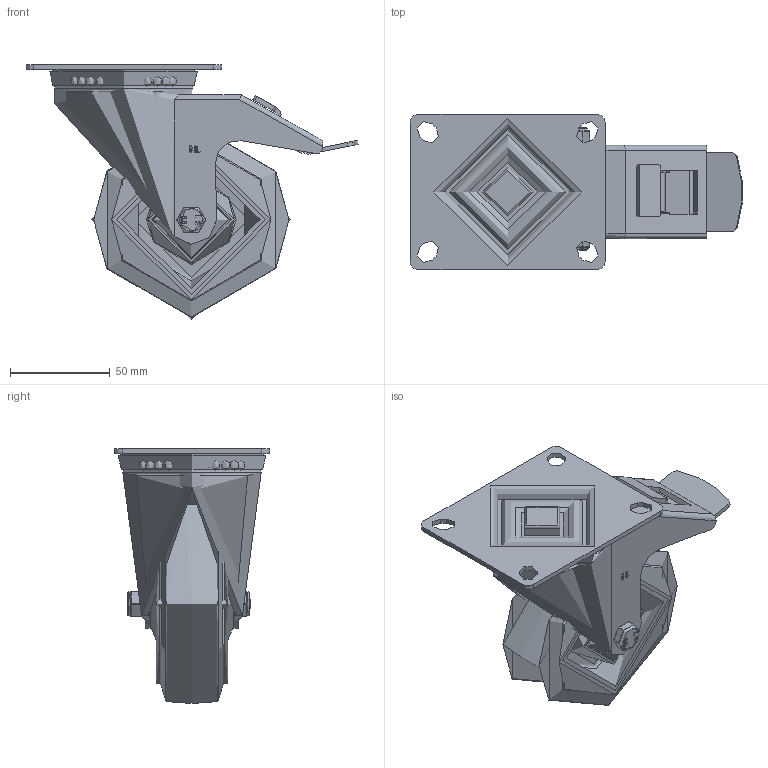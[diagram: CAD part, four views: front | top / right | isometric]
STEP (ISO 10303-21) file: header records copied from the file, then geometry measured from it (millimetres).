
FILE_DESCRIPTION(/* description */ (''),/* implementation_level */ '2;1');
FILE_NAME(/* name */ 'BZGMM100SRNBJSWB.step',/* time_stamp */ '2024-08-02T14:09:36+01:00',/* author */ (''),/* organization */ (''),/* preprocessor_version */ 'ST-DEVELOPER v20',/* originating_system */ 'Autodesk Translation Framework v13.14.0.145',/* authorisation */ '');
FILE_SCHEMA (('AUTOMOTIVE_DESIGN { 1 0 10303 214 3 1 1 }'));
Length unit declared in the file: millimetre
Products named in the file (31): BZGMM100SRNBJSWB; BZGMM100ASSWB - 2 - 42 v1; ZINC PLATED, PRESSED STEEL FORKS (1); BRAKE PAD (1); BEARING SEAL (1); ZINC PLATED, PRESSED STEEL BRAKE PEDAL (1); ZINC PLATED, PRESSED STEEL TOP PLATE (1); ZINC PLATED, PRESSED STEEL TOP PLATE Geometry (1); Pattern (1); Component2 (1); BZMM100WSRNBJM8 v1; BZMM100WSRNBJ; 65 SHORE A ELASTIC RUBBER TYRE; NYLON RIM; BEARING 6202; METAL; METAL2; Pattern (2); Component1; MIDDLE; RUBBER; RUBBER2; HUBCAPM8X42RN; HUBCAPM8X42RN (1); NYLON CAP; HEXBOLTM8X55Z8.8 v2; GRADE 8.8 ZINC PLATED BOLT; NYLOCM8Z v1; NYLOC NUT; NUT; RUBBER (1)
Assembly tree (65 placements, depth 6):
  BZGMM100SRNBJSWB
    BZGMM100ASSWB - 2 - 42 v1
      ZINC PLATED, PRESSED STEEL FORKS (1)
      BRAKE PAD (1)
      BEARING SEAL (1)
      ZINC PLATED, PRESSED STEEL BRAKE PEDAL (1)
      ZINC PLATED, PRESSED STEEL TOP PLATE (1)
        ZINC PLATED, PRESSED STEEL TOP PLATE Geometry (1)
        Pattern (1)
          Component2 (1)  x28
    BZMM100WSRNBJM8 v1
      BZMM100WSRNBJ
        65 SHORE A ELASTIC RUBBER TYRE
        NYLON RIM
        BEARING 6202
          METAL
          METAL2
          Pattern (2)
            Component1  x8
          MIDDLE
          RUBBER
          RUBBER2
      HUBCAPM8X42RN
        NYLON CAP
      HUBCAPM8X42RN (1)
        NYLON CAP
    HEXBOLTM8X55Z8.8 v2
      GRADE 8.8 ZINC PLATED BOLT
    NYLOCM8Z v1
      NYLOC NUT
        NUT
        RUBBER (1)
Bounding box: 166.69 x 78 x 128 mm (x, y, z)
Volume: 280826.6 mm3; surface area: 149409.1 mm2
Topology: 53 solids, 53 shells, 857 faces, 2109 edges, 1369 vertices
Faces by surface type: plane 336, cylinder 219, bspline 179, sphere 76, torus 30, cone 17
Full cylindrical faces by diameter (mm): 0.664 x2, 6.446 x7, 7.866 x13, 8 x3, 8.2 x4, 8.6 x2, 11.5 x1, 12.1 x1, 14.9 x2, 15 x1, 18 x1, 19 x2, 20 x4, 22.5 x2, 23 x2, 25 x2, 26 x3, 28 x2, 30 x6, 30.5 x2, 31 x4, 32 x1, 33 x2, 35 x4, 36 x2, 38.5 x2, 40 x2, 43 x2, 47 x1, 64.5 x1
Entity records: 32102 total; most frequent: CARTESIAN_POINT 13013, ORIENTED_EDGE 3904, DIRECTION 3437, EDGE_CURVE 1952, VERTEX_POINT 1282, AXIS2_PLACEMENT_3D 1255, EDGE_LOOP 960, LINE 927
